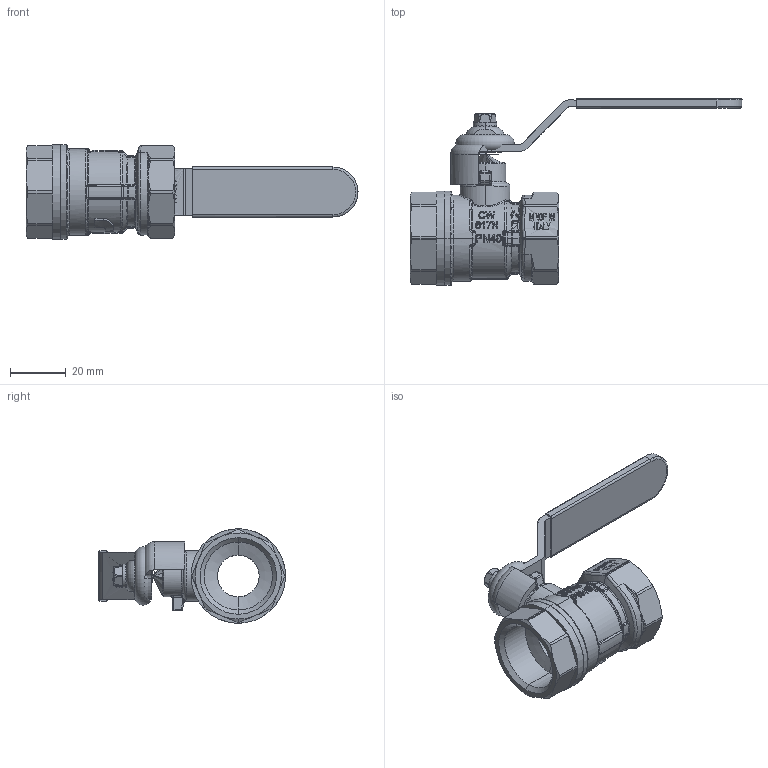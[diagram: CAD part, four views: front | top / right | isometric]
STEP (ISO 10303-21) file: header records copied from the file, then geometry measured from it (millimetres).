
FILE_DESCRIPTION (( 'STEP AP214' ), '1' );
FILE_NAME ('IT-ORIENT21105_R.STEP', '2018-09-21T15:25:23', ( '' ), ( '' ), 'SwSTEP 2.0', 'SolidWorks 2018', '' );
FILE_SCHEMA (( 'AUTOMOTIVE_DESIGN' ));
Length unit declared in the file: millimetre
Products named in the file (1): IT-ORIENT21105_R
Bounding box: 119.5 x 67.29 x 34 mm (x, y, z)
Surface area: 19594.3 mm2 (no closed solid volume)
Topology: 0 solids, 13 shells, 1082 faces, 2708 edges, 1677 vertices
Faces by surface type: plane 412, bspline 286, cylinder 188, torus 94, cone 57, sphere 45
Entity records: 48824 total; most frequent: CARTESIAN_POINT 29785, ORIENTED_EDGE 5242, EDGE_CURVE 2669, B_SPLINE_CURVE_WITH_KNOTS 2542, VERTEX_POINT 1668, DIRECTION 1586, EDGE_LOOP 1167, ADVANCED_FACE 1076
